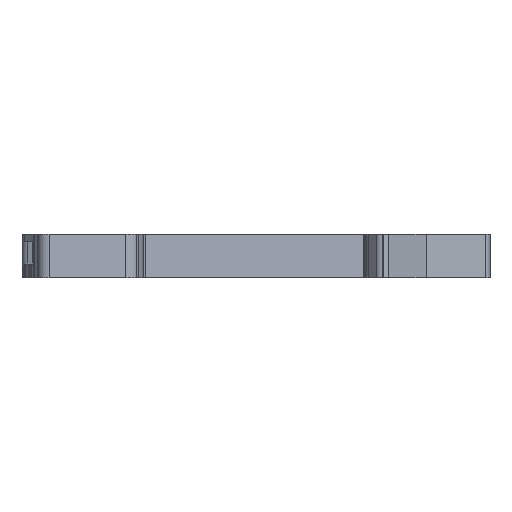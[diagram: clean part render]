
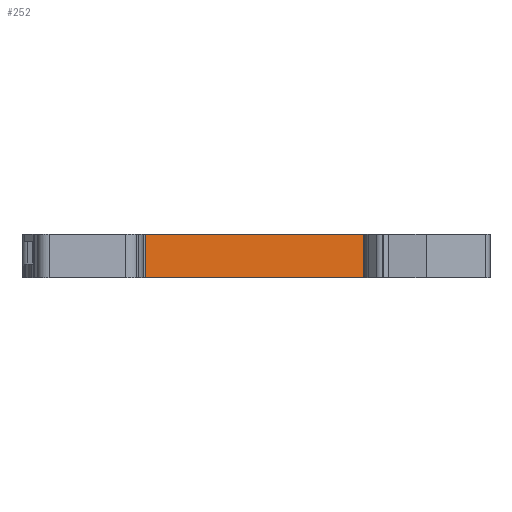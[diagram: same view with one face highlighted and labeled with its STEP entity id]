
A CAD part, front view. The second image highlights one B-rep face of the part: STEP entity #252.
In plain terms, the highlighted planar face has unit normal (0.122, -0.993, 0).
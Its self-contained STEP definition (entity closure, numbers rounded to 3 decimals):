
#252=ADVANCED_FACE('',(#758),#759,.T.);
#758=FACE_OUTER_BOUND('',#1354,.T.);
#759=PLANE('',#1355);
#1354=EDGE_LOOP('',(#3410,#3411,#3412,#3413));
#1355=AXIS2_PLACEMENT_3D('',#3414,#3415,#3416);
#3410=ORIENTED_EDGE('',*,*,#4781,.F.);
#3411=ORIENTED_EDGE('',*,*,#4211,.T.);
#3412=ORIENTED_EDGE('',*,*,#4780,.F.);
#3413=ORIENTED_EDGE('',*,*,#4383,.F.);
#3414=CARTESIAN_POINT('',(17.022,-8.608,-0.45));
#3415=DIRECTION('',(0.122,-0.993,0.0));
#3416=DIRECTION('',(0.0,0.0,-1.0));
#4211=EDGE_CURVE('',#5161,#5159,#5162,.T.);
#4383=EDGE_CURVE('',#5484,#5486,#5487,.T.);
#4780=EDGE_CURVE('',#5486,#5159,#6107,.T.);
#4781=EDGE_CURVE('',#5161,#5484,#6108,.T.);
#5159=VERTEX_POINT('',#6664);
#5161=VERTEX_POINT('',#6667);
#5162=LINE('',#6668,#6669);
#5484=VERTEX_POINT('',#7106);
#5486=VERTEX_POINT('',#7108);
#5487=LINE('',#7109,#7110);
#6107=LINE('',#8074,#8075);
#6108=LINE('',#8076,#8077);
#6664=CARTESIAN_POINT('',(49.928,-4.567,-6.6));
#6667=CARTESIAN_POINT('',(17.022,-8.608,-6.6));
#6668=CARTESIAN_POINT('',(17.022,-8.608,-6.6));
#6669=VECTOR('',#8750,33.153);
#7106=CARTESIAN_POINT('',(17.022,-8.608,-0.45));
#7108=CARTESIAN_POINT('',(49.928,-4.567,-0.45));
#7109=CARTESIAN_POINT('',(17.022,-8.608,-0.45));
#7110=VECTOR('',#9111,33.153);
#8074=CARTESIAN_POINT('',(49.928,-4.567,-0.45));
#8075=VECTOR('',#9679,6.15);
#8076=CARTESIAN_POINT('',(17.022,-8.608,-6.6));
#8077=VECTOR('',#9680,6.15);
#8750=DIRECTION('',(0.993,0.122,0.0));
#9111=DIRECTION('',(0.993,0.122,0.0));
#9679=DIRECTION('',(0.0,0.0,-1.0));
#9680=DIRECTION('',(0.,0.0,1.0));
